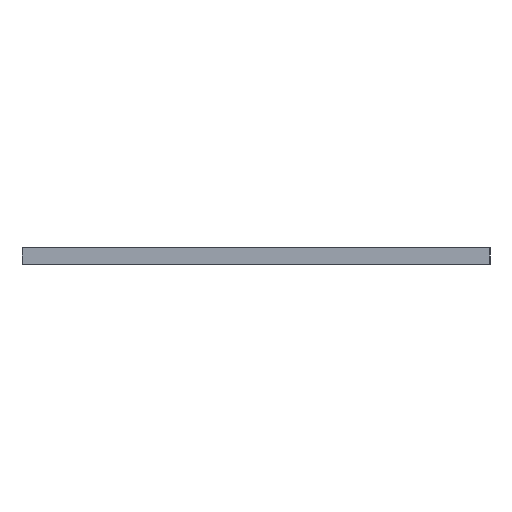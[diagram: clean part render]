
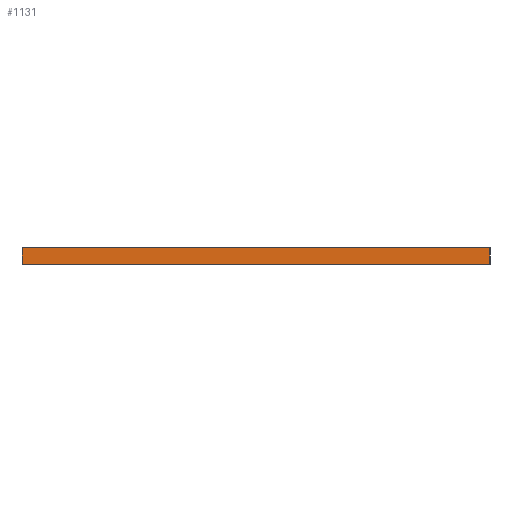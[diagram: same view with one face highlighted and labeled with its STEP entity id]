
A CAD part, left-side view. The second image highlights one B-rep face of the part: STEP entity #1131.
In plain terms, the highlighted planar face has unit normal (-1, 0, 0).
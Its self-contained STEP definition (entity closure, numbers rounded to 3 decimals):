
#17 = CARTESIAN_POINT ( 'NONE',  ( 0., 0., 3. ) ) ;
#112 = CARTESIAN_POINT ( 'NONE',  ( 0., 86., 0. ) ) ;
#311 = CARTESIAN_POINT ( 'NONE',  ( 0., 0., 0. ) ) ;
#318 = VERTEX_POINT ( 'NONE', #779 ) ;
#333 = ORIENTED_EDGE ( 'NONE', *, *, #565, .F. ) ;
#418 = DIRECTION ( 'NONE',  ( 0., 0., -1. ) ) ;
#461 = EDGE_CURVE ( 'NONE', #2590, #318, #2981, .T. ) ;
#565 = EDGE_CURVE ( 'NONE', #318, #3349, #2693, .T. ) ;
#571 = VECTOR ( 'NONE', #856, 1000. ) ;
#597 = ORIENTED_EDGE ( 'NONE', *, *, #2005, .T. ) ;
#695 = LINE ( 'NONE', #1794, #3278 ) ;
#779 = CARTESIAN_POINT ( 'NONE',  ( 0., 0., 0. ) ) ;
#856 = DIRECTION ( 'NONE',  ( 0., 1., 0. ) ) ;
#1064 = VECTOR ( 'NONE', #1135, 1000. ) ;
#1131 = ADVANCED_FACE ( 'NONE', ( #2862 ), #3351, .T. ) ;
#1135 = DIRECTION ( 'NONE',  ( 0., 0., -1. ) ) ;
#1181 = VECTOR ( 'NONE', #418, 1000. ) ;
#1249 = CARTESIAN_POINT ( 'NONE',  ( 0., 86., 3. ) ) ;
#1255 = DIRECTION ( 'NONE',  ( -1., 0., 0. ) ) ;
#1653 = CARTESIAN_POINT ( 'NONE',  ( 0., 0., 3. ) ) ;
#1765 = DIRECTION ( 'NONE',  ( 0., 0., 1. ) ) ;
#1794 = CARTESIAN_POINT ( 'NONE',  ( 0., 0., 3. ) ) ;
#1896 = VERTEX_POINT ( 'NONE', #3240 ) ;
#1926 = EDGE_CURVE ( 'NONE', #2590, #1896, #695, .T. ) ;
#2005 = EDGE_CURVE ( 'NONE', #1896, #3349, #2814, .T. ) ;
#2025 = EDGE_LOOP ( 'NONE', ( #333, #2980, #3184, #597 ) ) ;
#2324 = CARTESIAN_POINT ( 'NONE',  ( 0., 0., 3. ) ) ;
#2461 = AXIS2_PLACEMENT_3D ( 'NONE', #2324, #1255, #1765 ) ;
#2590 = VERTEX_POINT ( 'NONE', #1653 ) ;
#2593 = DIRECTION ( 'NONE',  ( 0., 1., 0. ) ) ;
#2693 = LINE ( 'NONE', #311, #571 ) ;
#2814 = LINE ( 'NONE', #1249, #1181 ) ;
#2862 = FACE_OUTER_BOUND ( 'NONE', #2025, .T. ) ;
#2980 = ORIENTED_EDGE ( 'NONE', *, *, #461, .F. ) ;
#2981 = LINE ( 'NONE', #17, #1064 ) ;
#3184 = ORIENTED_EDGE ( 'NONE', *, *, #1926, .T. ) ;
#3240 = CARTESIAN_POINT ( 'NONE',  ( 0., 86., 3. ) ) ;
#3278 = VECTOR ( 'NONE', #2593, 1000. ) ;
#3349 = VERTEX_POINT ( 'NONE', #112 ) ;
#3351 = PLANE ( 'NONE',  #2461 ) ;
